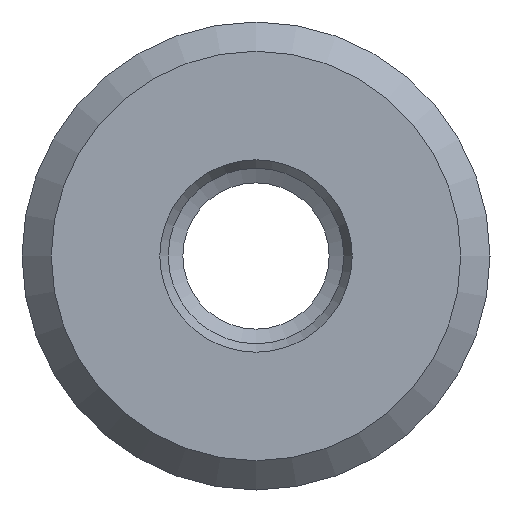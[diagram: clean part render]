
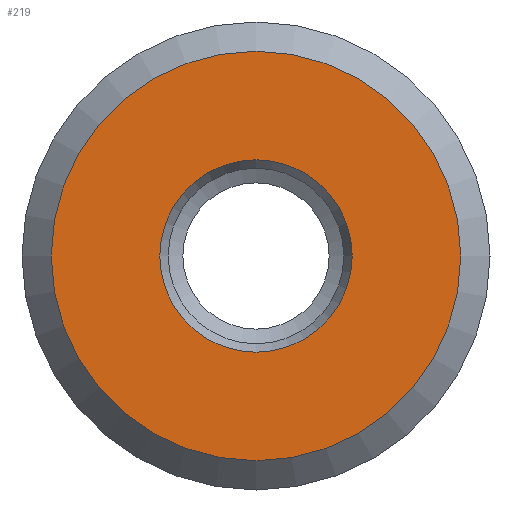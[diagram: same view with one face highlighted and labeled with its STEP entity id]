
A CAD part, left-side view. The second image highlights one B-rep face of the part: STEP entity #219.
In plain terms, the highlighted planar face has unit normal (-1, 0, 0).
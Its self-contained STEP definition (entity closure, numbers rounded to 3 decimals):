
#19=FACE_BOUND('',#44,.T.);
#21=PLANE('',#270);
#31=FACE_OUTER_BOUND('',#43,.T.);
#43=EDGE_LOOP('',(#190,#191));
#44=EDGE_LOOP('',(#192,#193));
#81=CIRCLE('',#268,3.289);
#82=CIRCLE('',#269,3.289);
#83=CIRCLE('',#271,7.);
#84=CIRCLE('',#272,7.);
#104=VERTEX_POINT('',#406);
#105=VERTEX_POINT('',#408);
#106=VERTEX_POINT('',#412);
#107=VERTEX_POINT('',#413);
#134=EDGE_CURVE('',#105,#104,#81,.T.);
#135=EDGE_CURVE('',#104,#105,#82,.T.);
#136=EDGE_CURVE('',#106,#107,#83,.T.);
#137=EDGE_CURVE('',#107,#106,#84,.T.);
#190=ORIENTED_EDGE('',*,*,#136,.F.);
#191=ORIENTED_EDGE('',*,*,#137,.F.);
#192=ORIENTED_EDGE('',*,*,#134,.T.);
#193=ORIENTED_EDGE('',*,*,#135,.T.);
#219=ADVANCED_FACE('',(#31,#19),#21,.T.);
#268=AXIS2_PLACEMENT_3D('',#409,#337,#338);
#269=AXIS2_PLACEMENT_3D('',#410,#339,#340);
#270=AXIS2_PLACEMENT_3D('',#411,#341,#342);
#271=AXIS2_PLACEMENT_3D('',#414,#343,#344);
#272=AXIS2_PLACEMENT_3D('',#415,#345,#346);
#337=DIRECTION('center_axis',(1.,0.,0.));
#338=DIRECTION('ref_axis',(0.,0.,-1.));
#339=DIRECTION('center_axis',(1.,0.,0.));
#340=DIRECTION('ref_axis',(0.,0.,-1.));
#341=DIRECTION('center_axis',(-1.,0.,0.));
#342=DIRECTION('ref_axis',(0.,0.,1.));
#343=DIRECTION('center_axis',(1.,0.,0.));
#344=DIRECTION('ref_axis',(0.,0.,-1.));
#345=DIRECTION('center_axis',(1.,0.,0.));
#346=DIRECTION('ref_axis',(0.,0.,-1.));
#406=CARTESIAN_POINT('',(0.,-3.289,0.));
#408=CARTESIAN_POINT('',(0.,3.289,0.));
#409=CARTESIAN_POINT('Origin',(0.,0.,
0.));
#410=CARTESIAN_POINT('Origin',(0.,0.,
0.));
#411=CARTESIAN_POINT('Origin',(0.,7.,0.));
#412=CARTESIAN_POINT('',(0.,7.,0.));
#413=CARTESIAN_POINT('',(0.,-7.,0.));
#414=CARTESIAN_POINT('Origin',(0.,0.,
0.));
#415=CARTESIAN_POINT('Origin',(0.,0.,
0.));
